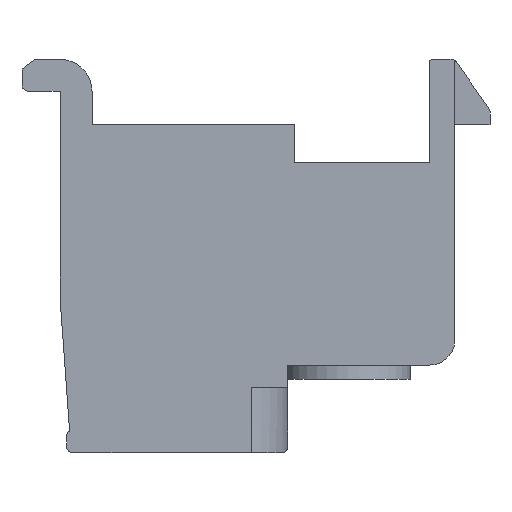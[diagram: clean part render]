
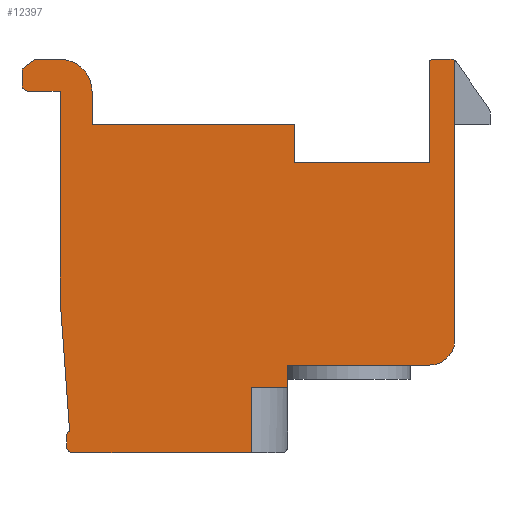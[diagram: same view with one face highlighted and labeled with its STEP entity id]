
A CAD part, front view. The second image highlights one B-rep face of the part: STEP entity #12397.
In plain terms, the highlighted planar face has unit normal (0, -1, 0).
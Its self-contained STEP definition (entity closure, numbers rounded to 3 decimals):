
#1=CARTESIAN_POINT('',(5.45,0.,-2.625));
#2=DIRECTION('',(0.,1.,0.));
#3=DIRECTION('',(1.,0.,0.));
#4=AXIS2_PLACEMENT_3D('',#1,#2,#3);
#6=DIRECTION('',(-1.,0.,0.));
#7=VECTOR('',#6,4.45);
#8=CARTESIAN_POINT('',(5.45,0.,-3.425));
#9=LINE('',#8,#7);
#10=DIRECTION('',(0.,0.,-1.));
#11=VECTOR('',#10,0.7);
#12=CARTESIAN_POINT('',(1.,0.,-3.425));
#13=LINE('',#12,#11);
#14=DIRECTION('',(1.,0.,0.));
#15=VECTOR('',#14,1.15);
#16=CARTESIAN_POINT('',(-0.15,0.,-4.125));
#17=LINE('',#16,#15);
#18=DIRECTION('',(0.,0.,1.));
#19=VECTOR('',#18,2.05);
#20=CARTESIAN_POINT('',(-0.15,0.,-6.175));
#21=LINE('',#20,#19);
#22=DIRECTION('',(-1.,0.,0.));
#23=VECTOR('',#22,5.6);
#24=CARTESIAN_POINT('',(-0.15,0.,-6.175));
#25=LINE('',#24,#23);
#26=CARTESIAN_POINT('',(-5.75,0.,-5.975));
#27=DIRECTION('',(0.,1.,0.));
#28=DIRECTION('',(0.,0.,-1.));
#29=AXIS2_PLACEMENT_3D('',#26,#27,#28);
#31=DIRECTION('',(0.,0.,1.));
#32=VECTOR('',#31,0.3);
#33=CARTESIAN_POINT('',(-5.95,0.,-5.975));
#34=LINE('',#33,#32);
#35=CARTESIAN_POINT('',(-5.75,0.,-5.675));
#36=DIRECTION('',(0.,1.,0.));
#37=DIRECTION('',(-1.,0.,0.));
#38=AXIS2_PLACEMENT_3D('',#35,#36,#37);
#40=DIRECTION('',(-0.072,0.,0.997));
#41=VECTOR('',#40,4.13);
#42=CARTESIAN_POINT('',(-5.854,0.,-5.504));
#43=LINE('',#42,#41);
#44=DIRECTION('',(0.,0.,1.));
#45=VECTOR('',#44,6.56);
#46=CARTESIAN_POINT('',(-6.15,0.,-1.385));
#47=LINE('',#46,#45);
#48=DIRECTION('',(-1.,0.,0.));
#49=VECTOR('',#48,1.);
#50=CARTESIAN_POINT('',(-6.15,0.,5.175));
#51=LINE('',#50,#49);
#52=CARTESIAN_POINT('',(-7.15,0.,5.375));
#53=DIRECTION('',(0.,1.,0.));
#54=DIRECTION('',(0.,0.,-1.));
#55=AXIS2_PLACEMENT_3D('',#52,#53,#54);
#57=DIRECTION('',(0.,0.,1.));
#58=VECTOR('',#57,0.5);
#59=CARTESIAN_POINT('',(-7.35,0.,5.375));
#60=LINE('',#59,#58);
#61=DIRECTION('',(0.785,0.,0.619));
#62=VECTOR('',#61,0.485);
#63=CARTESIAN_POINT('',(-7.35,0.,5.875));
#64=LINE('',#63,#62);
#65=DIRECTION('',(1.,0.,0.));
#66=VECTOR('',#65,0.819);
#67=CARTESIAN_POINT('',(-6.969,0.,6.175));
#68=LINE('',#67,#66);
#69=CARTESIAN_POINT('',(-6.15,0.,5.175));
#70=DIRECTION('',(0.,1.,0.));
#71=DIRECTION('',(0.,0.,1.));
#72=AXIS2_PLACEMENT_3D('',#69,#70,#71);
#74=DIRECTION('',(0.,0.,-1.));
#75=VECTOR('',#74,1.05);
#76=CARTESIAN_POINT('',(-5.15,0.,5.175));
#77=LINE('',#76,#75);
#78=DIRECTION('',(1.,0.,0.));
#79=VECTOR('',#78,6.35);
#80=CARTESIAN_POINT('',(-5.15,0.,4.125));
#81=LINE('',#80,#79);
#82=DIRECTION('',(0.,0.,-1.));
#83=VECTOR('',#82,1.2);
#84=CARTESIAN_POINT('',(1.2,0.,4.125));
#85=LINE('',#84,#83);
#86=DIRECTION('',(1.,0.,0.));
#87=VECTOR('',#86,4.25);
#88=CARTESIAN_POINT('',(1.2,0.,2.925));
#89=LINE('',#88,#87);
#90=DIRECTION('',(0.,0.,1.));
#91=VECTOR('',#90,3.213);
#92=CARTESIAN_POINT('',(5.45,0.,2.925));
#93=LINE('',#92,#91);
#94=CARTESIAN_POINT('',(5.565,0.,5.975));
#95=DIRECTION('',(0.,1.,0.));
#96=DIRECTION('',(-0.577,0.,0.816));
#97=AXIS2_PLACEMENT_3D('',#94,#95,#96);
#99=DIRECTION('',(1.,0.,0.));
#100=VECTOR('',#99,0.626);
#101=CARTESIAN_POINT('',(5.565,0.,6.175));
#102=LINE('',#101,#100);
#103=CARTESIAN_POINT('',(6.127,0.,5.986));
#104=DIRECTION('',(0.,1.,0.));
#105=DIRECTION('',(0.32,0.,0.947));
#106=AXIS2_PLACEMENT_3D('',#103,#104,#105);
#116=DIRECTION('',(0.,0.,1.));
#117=VECTOR('',#116,8.768);
#118=CARTESIAN_POINT('',(6.25,0.,-2.625));
#119=LINE('',#118,#117);
#9447=CARTESIAN_POINT('',(6.25,0.,-2.625));
#9448=CARTESIAN_POINT('',(5.45,0.,-3.425));
#9449=VERTEX_POINT('',#9447);
#9450=VERTEX_POINT('',#9448);
#9451=CARTESIAN_POINT('',(1.,0.,-3.425));
#9452=VERTEX_POINT('',#9451);
#9453=CARTESIAN_POINT('',(-5.75,0.,-6.175));
#9454=CARTESIAN_POINT('',(-5.95,0.,-5.975));
#9455=VERTEX_POINT('',#9453);
#9456=VERTEX_POINT('',#9454);
#9457=CARTESIAN_POINT('',(-5.95,0.,-5.675));
#9458=VERTEX_POINT('',#9457);
#9459=CARTESIAN_POINT('',(-5.854,0.,-5.504));
#9460=VERTEX_POINT('',#9459);
#9461=CARTESIAN_POINT('',(-6.15,0.,-1.385));
#9462=VERTEX_POINT('',#9461);
#9463=CARTESIAN_POINT('',(-6.15,0.,5.175));
#9464=VERTEX_POINT('',#9463);
#9465=CARTESIAN_POINT('',(-7.15,0.,5.175));
#9466=VERTEX_POINT('',#9465);
#9467=CARTESIAN_POINT('',(-7.35,0.,5.375));
#9468=VERTEX_POINT('',#9467);
#9469=CARTESIAN_POINT('',(-7.35,0.,5.875));
#9470=VERTEX_POINT('',#9469);
#9471=CARTESIAN_POINT('',(-6.969,0.,6.175));
#9472=VERTEX_POINT('',#9471);
#9473=CARTESIAN_POINT('',(-6.15,0.,6.175));
#9474=VERTEX_POINT('',#9473);
#9475=CARTESIAN_POINT('',(-5.15,0.,5.175));
#9476=VERTEX_POINT('',#9475);
#9477=CARTESIAN_POINT('',(-5.15,0.,4.125));
#9478=VERTEX_POINT('',#9477);
#9479=CARTESIAN_POINT('',(1.2,0.,4.125));
#9480=VERTEX_POINT('',#9479);
#9481=CARTESIAN_POINT('',(1.2,0.,2.925));
#9482=VERTEX_POINT('',#9481);
#9483=CARTESIAN_POINT('',(5.45,0.,2.925));
#9484=VERTEX_POINT('',#9483);
#9485=CARTESIAN_POINT('',(5.45,0.,6.138));
#9486=VERTEX_POINT('',#9485);
#9487=CARTESIAN_POINT('',(5.565,0.,6.175));
#9488=VERTEX_POINT('',#9487);
#9489=CARTESIAN_POINT('',(6.191,0.,6.175));
#9490=VERTEX_POINT('',#9489);
#10091=CARTESIAN_POINT('',(-0.15,0.,-6.175));
#10092=CARTESIAN_POINT('',(-0.15,0.,-4.125));
#10093=VERTEX_POINT('',#10091);
#10094=VERTEX_POINT('',#10092);
#10095=CARTESIAN_POINT('',(1.,0.,-4.125));
#10096=VERTEX_POINT('',#10095);
#10115=CARTESIAN_POINT('',(6.25,0.,6.143));
#10117=VERTEX_POINT('',#10115);
#12338=CARTESIAN_POINT('',(0.,0.,0.));
#12339=DIRECTION('',(0.,1.,0.));
#12340=DIRECTION('',(1.,0.,0.));
#12341=AXIS2_PLACEMENT_3D('',#12338,#12339,#12340);
#12342=PLANE('',#12341);
#12344=ORIENTED_EDGE('',*,*,#12343,.F.);
#12346=ORIENTED_EDGE('',*,*,#12345,.T.);
#12348=ORIENTED_EDGE('',*,*,#12347,.T.);
#12350=ORIENTED_EDGE('',*,*,#12349,.T.);
#12352=ORIENTED_EDGE('',*,*,#12351,.F.);
#12354=ORIENTED_EDGE('',*,*,#12353,.F.);
#12356=ORIENTED_EDGE('',*,*,#12355,.T.);
#12358=ORIENTED_EDGE('',*,*,#12357,.T.);
#12360=ORIENTED_EDGE('',*,*,#12359,.T.);
#12362=ORIENTED_EDGE('',*,*,#12361,.T.);
#12364=ORIENTED_EDGE('',*,*,#12363,.T.);
#12366=ORIENTED_EDGE('',*,*,#12365,.T.);
#12368=ORIENTED_EDGE('',*,*,#12367,.T.);
#12370=ORIENTED_EDGE('',*,*,#12369,.T.);
#12372=ORIENTED_EDGE('',*,*,#12371,.T.);
#12374=ORIENTED_EDGE('',*,*,#12373,.T.);
#12376=ORIENTED_EDGE('',*,*,#12375,.T.);
#12378=ORIENTED_EDGE('',*,*,#12377,.T.);
#12380=ORIENTED_EDGE('',*,*,#12379,.T.);
#12382=ORIENTED_EDGE('',*,*,#12381,.T.);
#12384=ORIENTED_EDGE('',*,*,#12383,.T.);
#12386=ORIENTED_EDGE('',*,*,#12385,.T.);
#12388=ORIENTED_EDGE('',*,*,#12387,.T.);
#12390=ORIENTED_EDGE('',*,*,#12389,.T.);
#12392=ORIENTED_EDGE('',*,*,#12391,.T.);
#12394=ORIENTED_EDGE('',*,*,#12393,.T.);
#12395=EDGE_LOOP('',(#12344,#12346,#12348,#12350,#12352,#12354,#12356,#12358,
#12360,#12362,#12364,#12366,#12368,#12370,#12372,#12374,#12376,#12378,#12380,
#12382,#12384,#12386,#12388,#12390,#12392,#12394));
#12396=FACE_OUTER_BOUND('',#12395,.F.);
#12397=ADVANCED_FACE('',(#12396),#12342,.F.);
#5=CIRCLE('',#4,0.8);
#30=CIRCLE('',#29,0.2);
#39=CIRCLE('',#38,0.2);
#56=CIRCLE('',#55,0.2);
#73=CIRCLE('',#72,1.);
#98=CIRCLE('',#97,0.2);
#107=CIRCLE('',#106,0.2);
#12343=EDGE_CURVE('',#9449,#10117,#119,.T.);
#12345=EDGE_CURVE('',#9449,#9450,#5,.T.);
#12347=EDGE_CURVE('',#9450,#9452,#9,.T.);
#12349=EDGE_CURVE('',#9452,#10096,#13,.T.);
#12351=EDGE_CURVE('',#10094,#10096,#17,.T.);
#12353=EDGE_CURVE('',#10093,#10094,#21,.T.);
#12355=EDGE_CURVE('',#10093,#9455,#25,.T.);
#12357=EDGE_CURVE('',#9455,#9456,#30,.T.);
#12359=EDGE_CURVE('',#9456,#9458,#34,.T.);
#12361=EDGE_CURVE('',#9458,#9460,#39,.T.);
#12363=EDGE_CURVE('',#9460,#9462,#43,.T.);
#12365=EDGE_CURVE('',#9462,#9464,#47,.T.);
#12367=EDGE_CURVE('',#9464,#9466,#51,.T.);
#12369=EDGE_CURVE('',#9466,#9468,#56,.T.);
#12371=EDGE_CURVE('',#9468,#9470,#60,.T.);
#12373=EDGE_CURVE('',#9470,#9472,#64,.T.);
#12375=EDGE_CURVE('',#9472,#9474,#68,.T.);
#12377=EDGE_CURVE('',#9474,#9476,#73,.T.);
#12379=EDGE_CURVE('',#9476,#9478,#77,.T.);
#12381=EDGE_CURVE('',#9478,#9480,#81,.T.);
#12383=EDGE_CURVE('',#9480,#9482,#85,.T.);
#12385=EDGE_CURVE('',#9482,#9484,#89,.T.);
#12387=EDGE_CURVE('',#9484,#9486,#93,.T.);
#12389=EDGE_CURVE('',#9486,#9488,#98,.T.);
#12391=EDGE_CURVE('',#9488,#9490,#102,.T.);
#12393=EDGE_CURVE('',#9490,#10117,#107,.T.);
